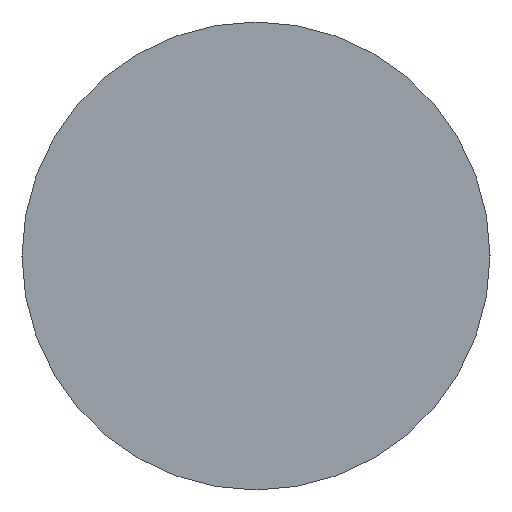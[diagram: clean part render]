
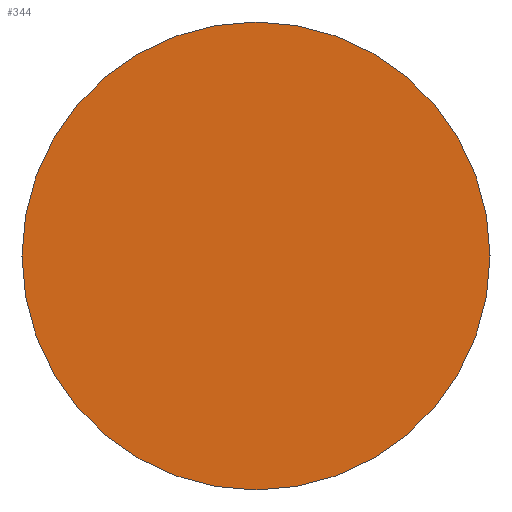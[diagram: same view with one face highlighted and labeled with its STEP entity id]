
A CAD part, left-side view. The second image highlights one B-rep face of the part: STEP entity #344.
In plain terms, the highlighted planar face has unit normal (-1, 0, 0).
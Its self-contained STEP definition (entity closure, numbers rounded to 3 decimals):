
#264=CARTESIAN_POINT('',(-1.85,-0.8,0.8));
#265=VERTEX_POINT('',#264);
#274=CARTESIAN_POINT('',(-1.85,0.8,0.8));
#275=VERTEX_POINT('',#274);
#276=CARTESIAN_POINT('',(-1.85,0.,0.8));
#277=DIRECTION('',(-1.0,0.0,0.0));
#278=DIRECTION('',(0.0,-1.0,0.0));
#279=AXIS2_PLACEMENT_3D('',#276,#277,#278);
#280=CIRCLE('',#279,0.8);
#281=EDGE_CURVE('',#275,#265,#280,.T.);
#315=CARTESIAN_POINT('',(-1.85,0.,0.8));
#316=DIRECTION('',(-1.0,0.0,0.0));
#317=DIRECTION('',(0.0,-1.0,0.0));
#318=AXIS2_PLACEMENT_3D('',#315,#316,#317);
#319=CIRCLE('',#318,0.8);
#320=EDGE_CURVE('',#265,#275,#319,.T.);
#335=CARTESIAN_POINT('',(-1.85,0.,0.8));
#336=DIRECTION('',(-1.0,0.0,0.0));
#337=DIRECTION('',(0.0,0.0,-1.0));
#338=AXIS2_PLACEMENT_3D('',#335,#336,#337);
#339=PLANE('',#338);
#340=ORIENTED_EDGE('',*,*,#320,.T.);
#341=ORIENTED_EDGE('',*,*,#281,.T.);
#342=EDGE_LOOP('',(#340,#341));
#343=FACE_OUTER_BOUND('',#342,.T.);
#344=ADVANCED_FACE('',(#343),#339,.T.);
